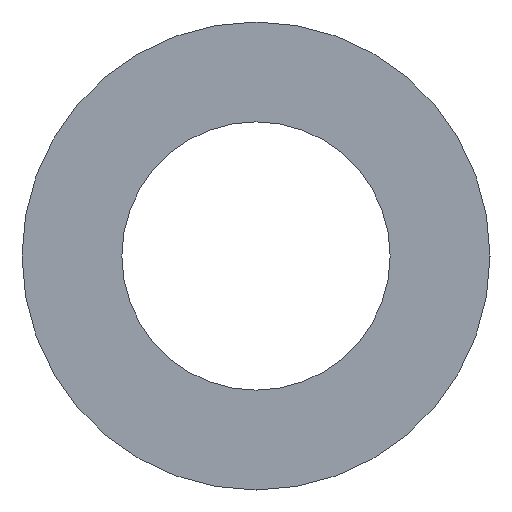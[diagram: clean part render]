
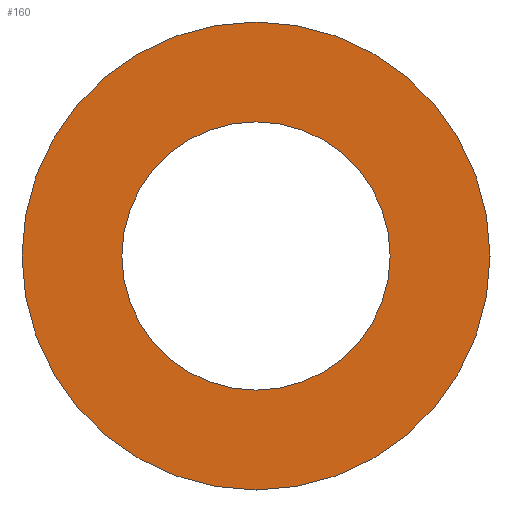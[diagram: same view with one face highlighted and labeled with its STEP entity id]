
A CAD part, front view. The second image highlights one B-rep face of the part: STEP entity #160.
In plain terms, the highlighted planar face has unit normal (0, -1, 0).
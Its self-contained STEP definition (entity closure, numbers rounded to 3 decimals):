
#16=FACE_BOUND('',#38,.T.);
#18=PLANE('',#204);
#28=FACE_OUTER_BOUND('',#37,.T.);
#37=EDGE_LOOP('',(#145,#146));
#38=EDGE_LOOP('',(#147,#148));
#53=CIRCLE('',#184,15.);
#54=CIRCLE('',#185,15.);
#65=CIRCLE('',#202,8.6);
#66=CIRCLE('',#203,8.6);
#69=VERTEX_POINT('',#267);
#70=VERTEX_POINT('',#269);
#81=VERTEX_POINT('',#302);
#82=VERTEX_POINT('',#304);
#86=EDGE_CURVE('',#69,#70,#53,.T.);
#87=EDGE_CURVE('',#70,#69,#54,.T.);
#103=EDGE_CURVE('',#82,#81,#65,.T.);
#104=EDGE_CURVE('',#81,#82,#66,.T.);
#145=ORIENTED_EDGE('',*,*,#87,.F.);
#146=ORIENTED_EDGE('',*,*,#86,.F.);
#147=ORIENTED_EDGE('',*,*,#103,.T.);
#148=ORIENTED_EDGE('',*,*,#104,.T.);
#160=ADVANCED_FACE('',(#28,#16),#18,.T.);
#184=AXIS2_PLACEMENT_3D('',#270,#214,#215);
#185=AXIS2_PLACEMENT_3D('',#271,#216,#217);
#202=AXIS2_PLACEMENT_3D('',#305,#255,#256);
#203=AXIS2_PLACEMENT_3D('',#306,#257,#258);
#204=AXIS2_PLACEMENT_3D('',#307,#259,#260);
#214=DIRECTION('center_axis',(0.,1.,0.));
#215=DIRECTION('ref_axis',(1.,0.,0.));
#216=DIRECTION('center_axis',(0.,1.,0.));
#217=DIRECTION('ref_axis',(1.,0.,0.));
#255=DIRECTION('center_axis',(0.,1.,0.));
#256=DIRECTION('ref_axis',(1.,0.,0.));
#257=DIRECTION('center_axis',(0.,1.,0.));
#258=DIRECTION('ref_axis',(1.,0.,0.));
#259=DIRECTION('center_axis',(0.,-1.,0.));
#260=DIRECTION('ref_axis',(0.,0.,-1.));
#267=CARTESIAN_POINT('',(15.,0.,0.));
#269=CARTESIAN_POINT('',(-15.,0.,0.));
#270=CARTESIAN_POINT('Origin',(0.,0.,0.));
#271=CARTESIAN_POINT('Origin',(0.,0.,0.));
#302=CARTESIAN_POINT('',(8.6,0.,0.));
#304=CARTESIAN_POINT('',(-8.6,0.,0.));
#305=CARTESIAN_POINT('Origin',(0.,0.,0.));
#306=CARTESIAN_POINT('Origin',(0.,0.,0.));
#307=CARTESIAN_POINT('Origin',(-15.,0.,0.));
